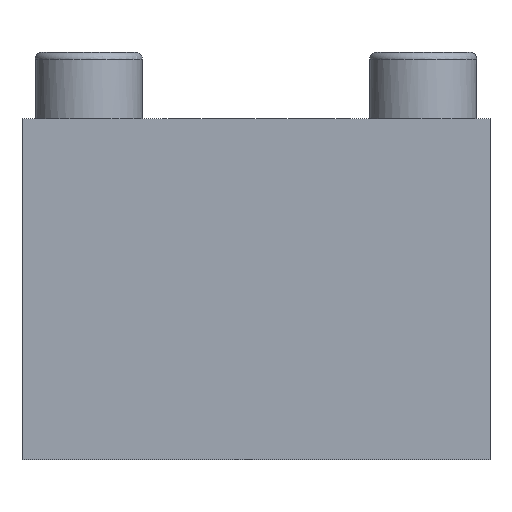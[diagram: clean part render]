
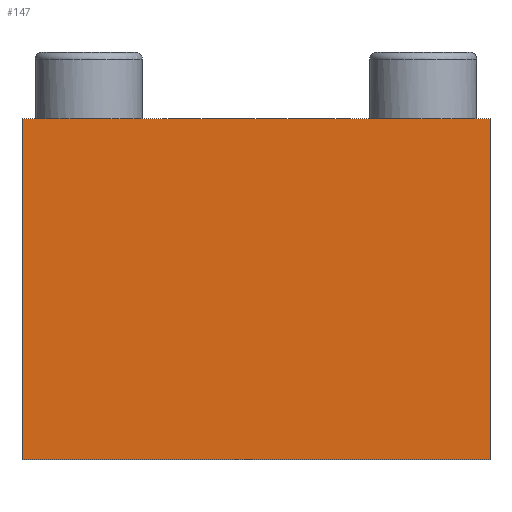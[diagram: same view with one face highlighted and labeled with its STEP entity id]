
A CAD part, front view. The second image highlights one B-rep face of the part: STEP entity #147.
In plain terms, the highlighted planar face has unit normal (0, -1, 0).
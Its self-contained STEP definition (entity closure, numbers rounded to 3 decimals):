
#82=CARTESIAN_POINT('',(-35.,-110.,41.));
#83=VERTEX_POINT('',#82);
#84=CARTESIAN_POINT('',(-35.,-110.,-10.));
#85=VERTEX_POINT('',#84);
#86=CARTESIAN_POINT('',(-35.,-110.,41.));
#87=DIRECTION('',(-0.,0.,-1.));
#88=VECTOR('',#87,51.);
#89=LINE('',#86,#88);
#90=EDGE_CURVE('',#83,#85,#89,.T.);
#117=CARTESIAN_POINT('',(35.,-110.,31.));
#118=DIRECTION('',(-0.,-1.,-0.));
#119=DIRECTION('',(-1.,0.,0.));
#120=AXIS2_PLACEMENT_3D('',#117,#118,#119);
#121=PLANE('',#120);
#122=CARTESIAN_POINT('',(35.,-110.,41.));
#123=VERTEX_POINT('',#122);
#124=CARTESIAN_POINT('',(35.,-110.,-10.));
#125=VERTEX_POINT('',#124);
#126=CARTESIAN_POINT('',(35.,-110.,41.));
#127=DIRECTION('',(0.,0.,-1.));
#128=VECTOR('',#127,51.);
#129=LINE('',#126,#128);
#130=EDGE_CURVE('',#123,#125,#129,.T.);
#131=ORIENTED_EDGE('',*,*,#130,.F.);
#132=CARTESIAN_POINT('',(-35.,-110.,41.));
#133=DIRECTION('',(1.,-0.,-0.));
#134=VECTOR('',#133,70.);
#135=LINE('',#132,#134);
#136=EDGE_CURVE('',#83,#123,#135,.T.);
#137=ORIENTED_EDGE('',*,*,#136,.F.);
#138=ORIENTED_EDGE('',*,*,#90,.T.);
#139=CARTESIAN_POINT('',(35.,-110.,-10.));
#140=DIRECTION('',(-1.,0.,0.));
#141=VECTOR('',#140,70.);
#142=LINE('',#139,#141);
#143=EDGE_CURVE('',#125,#85,#142,.T.);
#144=ORIENTED_EDGE('',*,*,#143,.F.);
#145=EDGE_LOOP('',(#131,#137,#138,#144));
#146=FACE_BOUND('',#145,.T.);
#147=ADVANCED_FACE('',(#146),#121,.T.);
